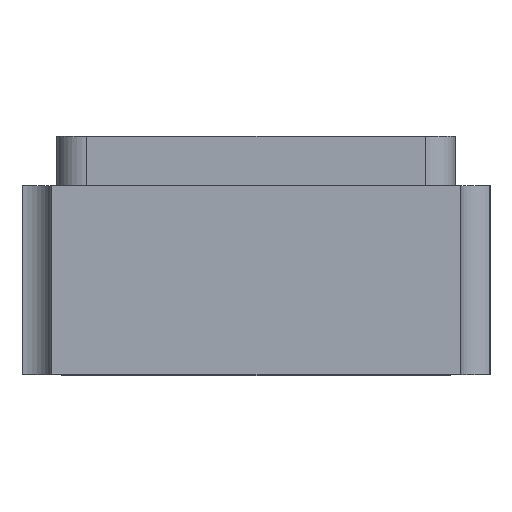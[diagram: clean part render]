
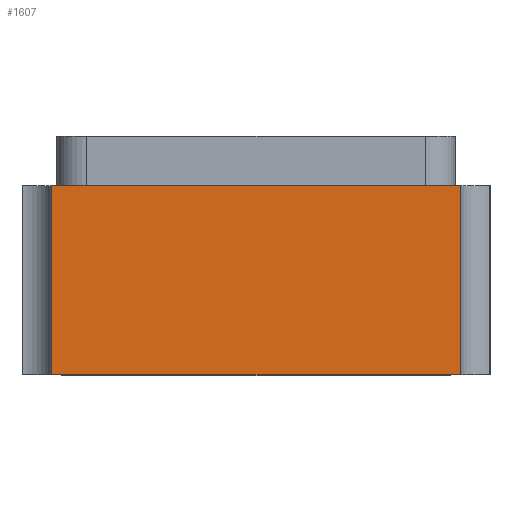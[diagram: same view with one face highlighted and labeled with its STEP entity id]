
A CAD part, left-side view. The second image highlights one B-rep face of the part: STEP entity #1607.
In plain terms, the highlighted planar face has unit normal (-1, 0, 0).
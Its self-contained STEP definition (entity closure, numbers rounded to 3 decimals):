
#1370 = VERTEX_POINT('',#1371);
#1371 = CARTESIAN_POINT('',(-1.003,-0.517,0.003));
#1378 = EDGE_CURVE('',#1379,#1370,#1381,.T.);
#1379 = VERTEX_POINT('',#1380);
#1380 = CARTESIAN_POINT('',(-1.003,0.524,0.003));
#1381 = LINE('',#1382,#1383);
#1382 = CARTESIAN_POINT('',(-1.003,0.6,0.003));
#1383 = VECTOR('',#1384,1.);
#1384 = DIRECTION('',(0.,-1.,0.));
#1516 = VERTEX_POINT('',#1517);
#1517 = CARTESIAN_POINT('',(-1.003,-0.517,0.485));
#1567 = VERTEX_POINT('',#1568);
#1568 = CARTESIAN_POINT('',(-1.003,0.524,0.485));
#1575 = EDGE_CURVE('',#1516,#1567,#1576,.T.);
#1576 = LINE('',#1577,#1578);
#1577 = CARTESIAN_POINT('',(-1.003,-0.593,0.485));
#1578 = VECTOR('',#1579,1.);
#1579 = DIRECTION('',(0.,1.,0.));
#1607 = ADVANCED_FACE('',(#1608),#1624,.F.);
#1608 = FACE_BOUND('',#1609,.T.);
#1609 = EDGE_LOOP('',(#1610,#1616,#1617,#1623));
#1610 = ORIENTED_EDGE('',*,*,#1611,.F.);
#1611 = EDGE_CURVE('',#1516,#1370,#1612,.T.);
#1612 = LINE('',#1613,#1614);
#1613 = CARTESIAN_POINT('',(-1.003,-0.517,0.612));
#1614 = VECTOR('',#1615,1.);
#1615 = DIRECTION('',(0.,0.,-1.));
#1616 = ORIENTED_EDGE('',*,*,#1575,.T.);
#1617 = ORIENTED_EDGE('',*,*,#1618,.T.);
#1618 = EDGE_CURVE('',#1567,#1379,#1619,.T.);
#1619 = LINE('',#1620,#1621);
#1620 = CARTESIAN_POINT('',(-1.003,0.524,0.612));
#1621 = VECTOR('',#1622,1.);
#1622 = DIRECTION('',(0.,0.,-1.));
#1623 = ORIENTED_EDGE('',*,*,#1378,.T.);
#1624 = PLANE('',#1625);
#1625 = AXIS2_PLACEMENT_3D('',#1626,#1627,#1628);
#1626 = CARTESIAN_POINT('',(-1.003,0.6,0.612));
#1627 = DIRECTION('',(1.,0.,0.));
#1628 = DIRECTION('',(0.,1.,0.));
